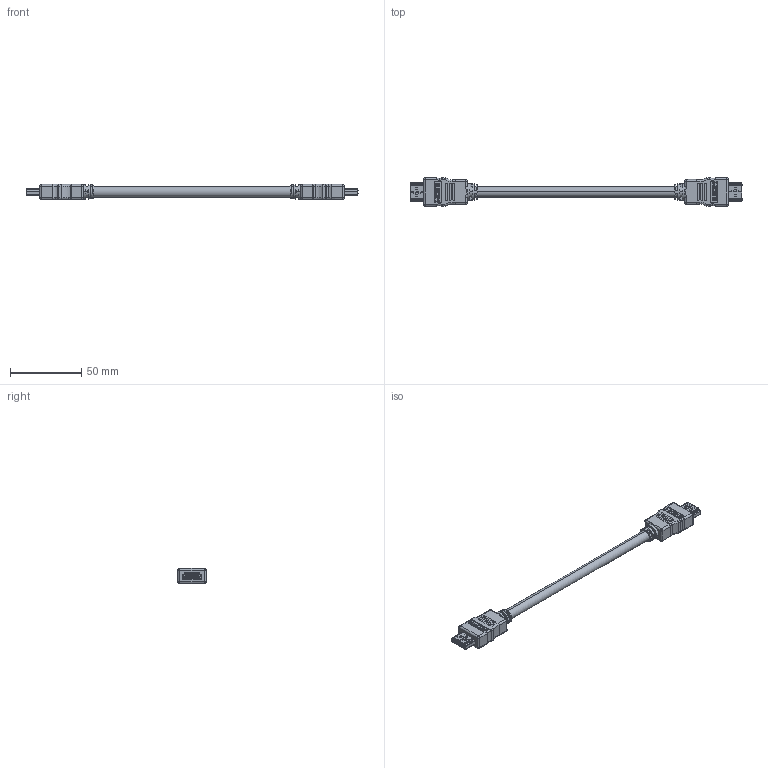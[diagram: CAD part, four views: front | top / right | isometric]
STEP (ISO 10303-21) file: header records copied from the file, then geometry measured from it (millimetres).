
FILE_DESCRIPTION (( 'STEP AP214' ), '1' );
FILE_NAME ('HD14-CL2-MM-25F_3D.step', '2024-07-19T21:04:43', ( '' ), ( '' ), 'SwSTEP 2.0', 'SolidWorks 2022', '' );
FILE_SCHEMA (( 'AUTOMOTIVE_DESIGN' ));
Length unit declared in the file: inch
Products named in the file (6): HDMI 19pin_2^HD14-CL2-MM-25F; Copy of 1AH05-007-MA1^HDMI 19pin_2_HD14-CL2-MM-25F_默认; Copy of 1AH05-007-MA2^HDMI 19pin_2_HD14-CL2-MM-25F_默认; HDMI_CABLE^HD14-CL2-MM-25F; Copy of HDMI 19pin-002^HDMI 19pin_2_HD14-CL2-MM-25F_with Global Connectivity logo - No Cable; HD14-CL2-MM-25F_3D
Assembly tree (6 placements, depth 3):
  HD14-CL2-MM-25F_3D
    HDMI_CABLE^HD14-CL2-MM-25F
    HDMI 19pin_2^HD14-CL2-MM-25F  x2
      Copy of HDMI 19pin-002^HDMI 19pin_2_HD14-CL2-MM-25F_with Global Connectivity logo - No Cable
      Copy of 1AH05-007-MA2^HDMI 19pin_2_HD14-CL2-MM-25F_默认
      Copy of 1AH05-007-MA1^HDMI 19pin_2_HD14-CL2-MM-25F_默认
Bounding box: 232.5 x 19.9 x 10.88 mm (x, y, z)
Volume: 19839.6 mm3; surface area: 15652.5 mm2
Topology: 45 solids, 45 shells, 4616 faces, 12022 edges, 7878 vertices
Faces by surface type: plane 3874, cylinder 552, bspline 130, torus 40, sphere 16, cone 4
Entity records: 79448 total; most frequent: CARTESIAN_POINT 16072, ORIENTED_EDGE 11976, DIRECTION 10897, EDGE_CURVE 5988, VECTOR 5241, LINE 5241, VERTEX_POINT 3941, AXIS2_PLACEMENT_3D 2828
